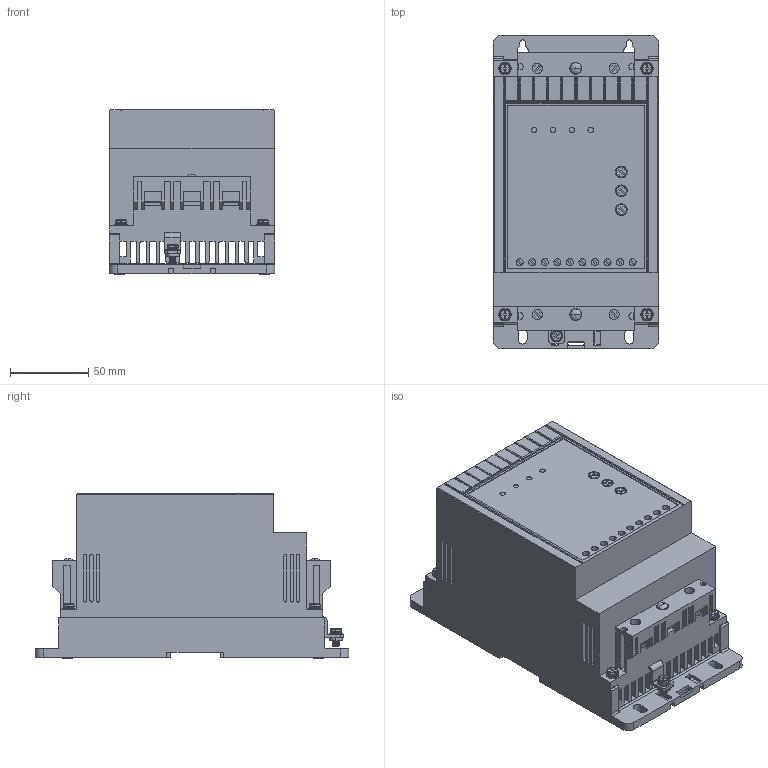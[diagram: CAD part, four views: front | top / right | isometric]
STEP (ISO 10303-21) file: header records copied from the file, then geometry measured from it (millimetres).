
FILE_DESCRIPTION (( 'STEP AP214' ), '1' );
FILE_NAME ('SFB-21-D55-A-10 ÓÏÏ SFB 1Ô 220Â 5,5êÂò 30A Uóïð 110-220Â Modbus ONI.STEP', '2020-10-19T15:20:39', ( '' ), ( '' ), 'SwSTEP 2.0', 'SolidWorks 2017', '' );
FILE_SCHEMA (( 'AUTOMOTIVE_DESIGN' ));
Length unit declared in the file: millimetre
Products named in the file (1): SFB-21-D55-A-10 ÓÏÏ SFB 1Ô 220Â 5,5êÂò 30A Uóïð 110-220Â Modbus ONI
Bounding box: 105.4 x 200 x 105 mm (x, y, z)
Volume: 1491637.9 mm3; surface area: 214055.1 mm2
Topology: 1 solids, 13 shells, 1369 faces, 3597 edges, 2332 vertices
Faces by surface type: plane 985, cylinder 338, bspline 46
Entity records: 46004 total; most frequent: CARTESIAN_POINT 12105, ORIENTED_EDGE 7194, DIRECTION 6770, EDGE_CURVE 3597, LINE 2784, VECTOR 2784, VERTEX_POINT 2332, AXIS2_PLACEMENT_3D 1993
